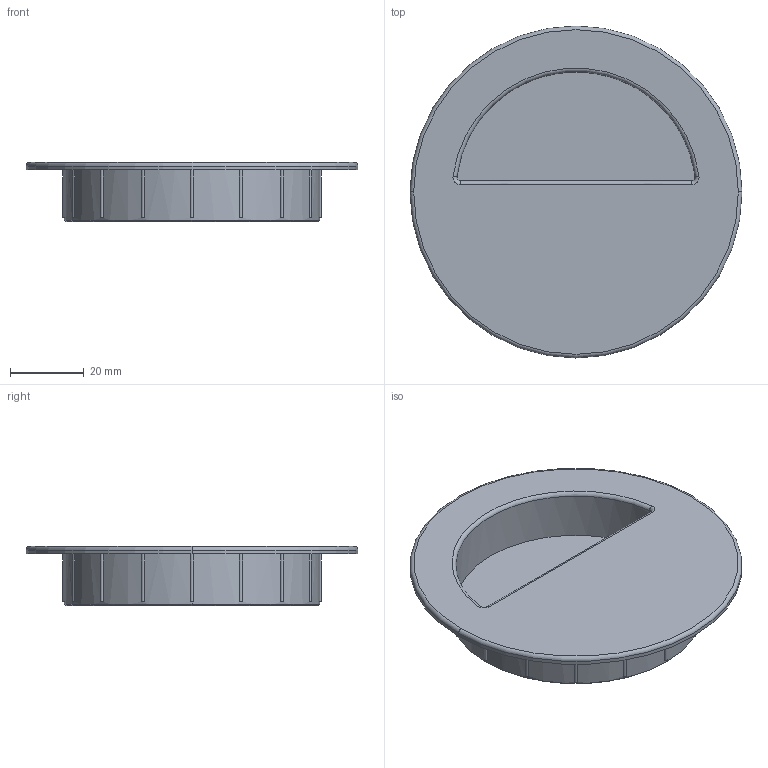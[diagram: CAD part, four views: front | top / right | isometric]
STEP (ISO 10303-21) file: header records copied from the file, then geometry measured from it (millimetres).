
FILE_DESCRIPTION(('Creo Elements/Direct Modeling STEP Export'),'2;1');
FILE_NAME('2151-90.stp','2021-12-09T 8:06:56',(''),(''),'Creo Elements/Direct Modeling STEP processor for AP214 (Solid Model)','Creo Elements/Direct Modeling 20.0 12-Nov-2016 (C) Parametric Technology GmbH','');
FILE_SCHEMA(('AUTOMOTIVE_DESIGN { 1 0 10303 214 1 1 1 1 }'));
Length unit declared in the file: millimetre
Products named in the file (3): Muscheloberteil; Boden; Muschel_gesamt
Assembly tree (2 placements, depth 2):
  Muschel_gesamt
    Boden
    Muscheloberteil
Bounding box: 90 x 90 x 16 mm (x, y, z)
Volume: 18740 mm3; surface area: 23674.3 mm2
Topology: 2 solids, 2 shells, 64 faces, 164 edges, 106 vertices
Faces by surface type: cylinder 27, plane 23, bspline 7, torus 5, cone 2
Entity records: 2232 total; most frequent: CARTESIAN_POINT 685, ORIENTED_EDGE 328, DIRECTION 307, EDGE_CURVE 164, AXIS2_PLACEMENT_3D 130, VERTEX_POINT 106, CIRCLE 70, EDGE_LOOP 68
